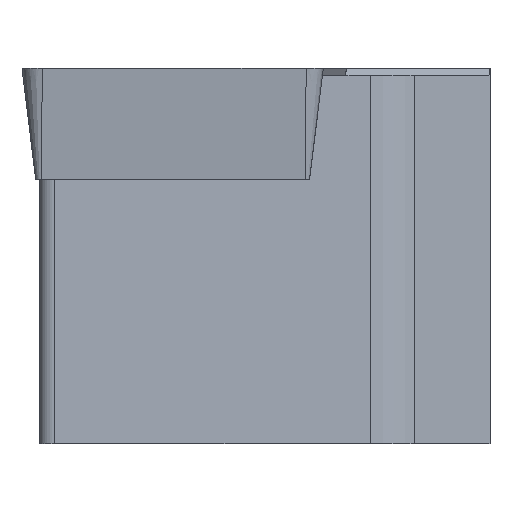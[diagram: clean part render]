
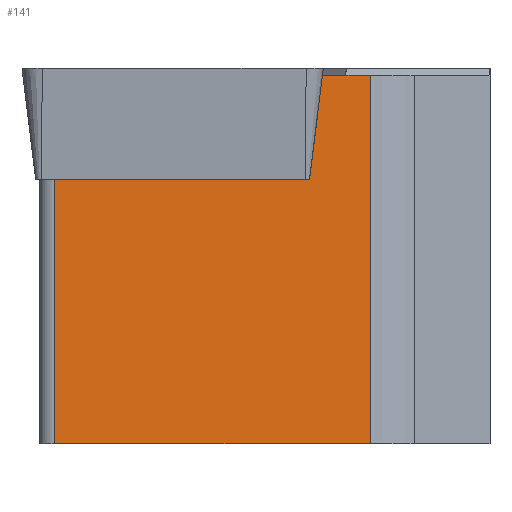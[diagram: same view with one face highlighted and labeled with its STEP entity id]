
A CAD part, left-side view. The second image highlights one B-rep face of the part: STEP entity #141.
In plain terms, the highlighted planar face has unit normal (-0.996, -0.087, 0).
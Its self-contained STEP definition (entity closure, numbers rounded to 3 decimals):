
#141=ADVANCED_FACE('',(#187),#162,.F.);
#162=PLANE('',#614);
#187=FACE_OUTER_BOUND('',#213,.T.);
#213=EDGE_LOOP('',(#336,#337,#338,#339,#340,#341));
#336=ORIENTED_EDGE('',*,*,#466,.T.);
#337=ORIENTED_EDGE('',*,*,#464,.T.);
#338=ORIENTED_EDGE('',*,*,#432,.F.);
#339=ORIENTED_EDGE('',*,*,#467,.F.);
#340=ORIENTED_EDGE('',*,*,#456,.F.);
#341=ORIENTED_EDGE('',*,*,#468,.T.);
#380=VERTEX_POINT('',#805);
#381=VERTEX_POINT('',#807);
#397=VERTEX_POINT('',#853);
#399=VERTEX_POINT('',#856);
#404=VERTEX_POINT('',#871);
#405=VERTEX_POINT('',#875);
#432=EDGE_CURVE('',#380,#381,#489,.T.);
#456=EDGE_CURVE('',#397,#399,#512,.T.);
#464=EDGE_CURVE('',#404,#381,#519,.T.);
#466=EDGE_CURVE('',#405,#404,#520,.T.);
#467=EDGE_CURVE('',#399,#380,#521,.T.);
#468=EDGE_CURVE('',#397,#405,#522,.T.);
#489=LINE('',#806,#543);
#512=LINE('',#855,#566);
#519=LINE('',#870,#573);
#520=LINE('',#874,#574);
#521=LINE('',#876,#575);
#522=LINE('',#877,#576);
#543=VECTOR('',#676,1.);
#566=VECTOR('',#715,1.);
#573=VECTOR('',#728,1.);
#574=VECTOR('',#733,1.);
#575=VECTOR('',#734,1.);
#576=VECTOR('',#735,1.);
#614=AXIS2_PLACEMENT_3D('',#878,#736,#737);
#676=DIRECTION('',(-0.087,0.996,0.));
#715=DIRECTION('',(0.087,-0.996,0.));
#728=DIRECTION('',(0.,0.,-1.));
#733=DIRECTION('',(-0.087,0.996,0.));
#734=DIRECTION('',(0.,0.,-1.));
#735=DIRECTION('',(-0.011,0.123,-0.992));
#736=DIRECTION('',(0.996,0.087,0.));
#737=DIRECTION('',(0.087,-0.996,0.));
#805=CARTESIAN_POINT('',(1.992,5.088,-16.));
#806=CARTESIAN_POINT('',(0.815,18.535,-16.));
#807=CARTESIAN_POINT('',(0.815,18.535,-16.));
#853=CARTESIAN_POINT('',(1.813,7.13,-0.3));
#855=CARTESIAN_POINT('',(0.815,18.535,-0.3));
#856=CARTESIAN_POINT('',(1.992,5.088,-0.3));
#870=CARTESIAN_POINT('',(0.815,18.535,-30.));
#871=CARTESIAN_POINT('',(0.815,18.535,-4.76));
#874=CARTESIAN_POINT('',(0.815,18.535,-4.76));
#875=CARTESIAN_POINT('',(1.765,7.684,-4.76));
#876=CARTESIAN_POINT('',(1.992,5.088,-30.));
#877=CARTESIAN_POINT('',(1.48,10.937,-30.951));
#878=CARTESIAN_POINT('',(0.815,18.535,-30.));
